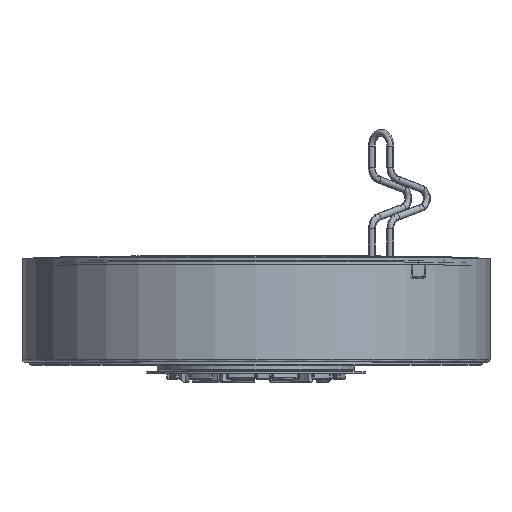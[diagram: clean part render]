
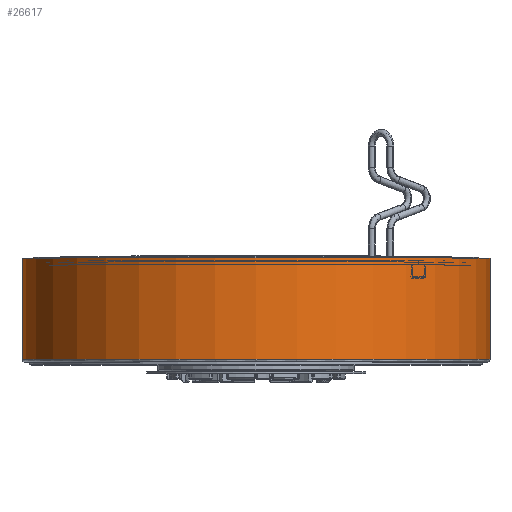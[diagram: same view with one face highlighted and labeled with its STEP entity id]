
A CAD part, top view. The second image highlights one B-rep face of the part: STEP entity #26617.
In plain terms, the highlighted cylindrical face has radius 40.64 mm (diameter 81.28 mm), a partial arc.
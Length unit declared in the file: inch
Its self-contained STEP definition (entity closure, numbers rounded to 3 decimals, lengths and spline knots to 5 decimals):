
#2743=CARTESIAN_POINT('',(0.,0.02,0.));
#2744=DIRECTION('',(0.,1.,0.));
#2745=DIRECTION('',(-1.,0.,0.));
#2746=AXIS2_PLACEMENT_3D('',#2743,#2744,#2745);
#2930=DIRECTION('',(0.,1.,0.));
#2931=VECTOR('',#2930,0.692);
#2932=CARTESIAN_POINT('',(-1.6,0.02,0.));
#2933=LINE('',#2932,#2931);
#2934=DIRECTION('',(0.,1.,0.));
#2935=VECTOR('',#2934,0.692);
#2936=CARTESIAN_POINT('',(1.6,0.02,0.));
#2937=LINE('',#2936,#2935);
#2938=CARTESIAN_POINT('',(0.,0.712,0.));
#2939=DIRECTION('',(0.,-1.,0.));
#2940=DIRECTION('',(1.,0.,0.));
#2941=AXIS2_PLACEMENT_3D('',#2938,#2939,#2940);
#19676=CARTESIAN_POINT('',(-1.6,0.02,0.));
#19678=VERTEX_POINT('',#19676);
#19679=CARTESIAN_POINT('',(1.6,0.02,0.));
#19680=VERTEX_POINT('',#19679);
#19877=CARTESIAN_POINT('',(1.6,0.712,0.));
#19878=CARTESIAN_POINT('',(-1.6,0.712,0.));
#19879=VERTEX_POINT('',#19877);
#19880=VERTEX_POINT('',#19878);
#26606=CARTESIAN_POINT('',(0.,0.78945,0.));
#26607=DIRECTION('',(0.,-1.,0.));
#26608=DIRECTION('',(-1.,0.,0.));
#26609=AXIS2_PLACEMENT_3D('',#26606,#26607,#26608);
#26610=CYLINDRICAL_SURFACE('',#26609,1.6);
#26611=ORIENTED_EDGE('',*,*,#26594,.F.);
#26612=ORIENTED_EDGE('',*,*,#26584,.F.);
#26613=ORIENTED_EDGE('',*,*,#26295,.F.);
#26614=ORIENTED_EDGE('',*,*,#26576,.T.);
#26615=EDGE_LOOP('',(#26611,#26612,#26613,#26614));
#26616=FACE_OUTER_BOUND('',#26615,.F.);
#26617=ADVANCED_FACE('',(#26616),#26610,.T.);
#2747=CIRCLE('',#2746,1.6);
#2942=CIRCLE('',#2941,1.6);
#26295=EDGE_CURVE('',#19678,#19680,#2747,.T.);
#26576=EDGE_CURVE('',#19678,#19880,#2933,.T.);
#26584=EDGE_CURVE('',#19680,#19879,#2937,.T.);
#26594=EDGE_CURVE('',#19879,#19880,#2942,.T.);
